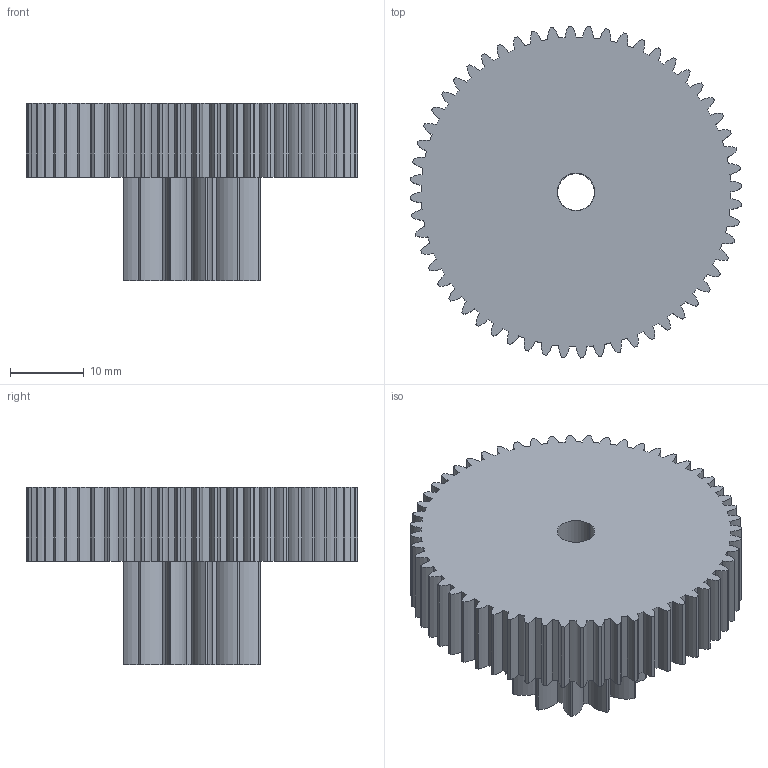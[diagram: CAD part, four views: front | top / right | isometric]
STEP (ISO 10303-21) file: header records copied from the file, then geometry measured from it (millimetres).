
FILE_DESCRIPTION((''),'2;1');
FILE_NAME('56_12_ASM','2023-04-06T',('sapau'),(''),'PRO/ENGINEER BY PARAMETRIC TECHNOLOGY CORPORATION, 2011250','PRO/ENGINEER BY PARAMETRIC TECHNOLOGY CORPORATION, 2011250','');
FILE_SCHEMA(('CONFIG_CONTROL_DESIGN'));
Length unit declared in the file: millimetre
Products named in the file (3): 56T; 12T; 56_12_ASM
Assembly tree (2 placements, depth 2):
  56_12_ASM
    56T
    12T
Bounding box: 44.98 x 44.98 x 24 mm (x, y, z)
Volume: 17188 mm3; surface area: 7497.3 mm2
Topology: 2 solids, 2 shells, 280 faces, 828 edges, 552 vertices
Faces by surface type: cylinder 276, plane 4
Entity records: 9800 total; most frequent: DIRECTION 1950, CARTESIAN_POINT 1665, ORIENTED_EDGE 1656, AXIS2_PLACEMENT_3D 837, EDGE_CURVE 828, VERTEX_POINT 552, CIRCLE 552, EDGE_LOOP 284
